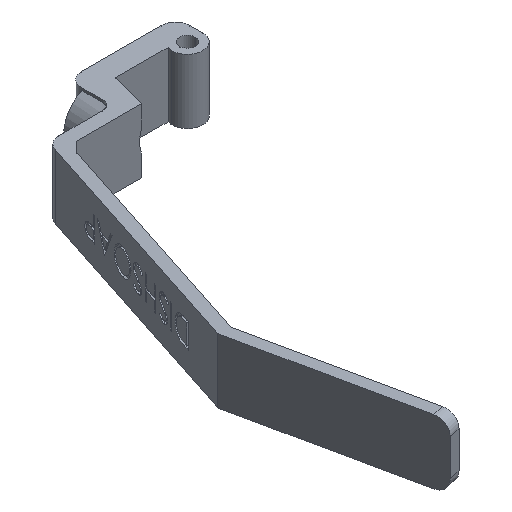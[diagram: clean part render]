
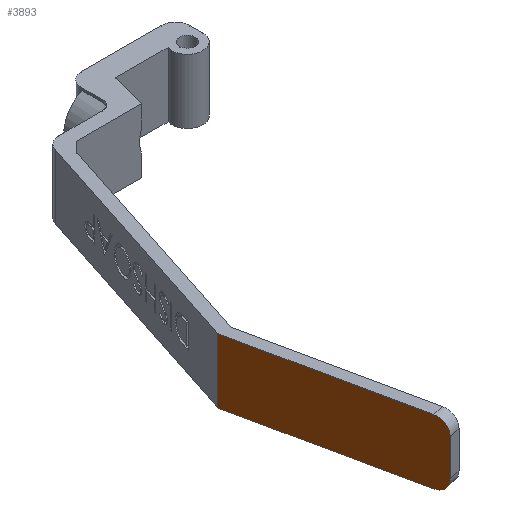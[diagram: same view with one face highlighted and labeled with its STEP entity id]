
A CAD part, isometric view. The second image highlights one B-rep face of the part: STEP entity #3893.
In plain terms, the highlighted planar face has unit normal (-0.978, -0.208, 0).
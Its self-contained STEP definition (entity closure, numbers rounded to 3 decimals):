
#27 = CARTESIAN_POINT ( 'NONE',  ( -42.19, -98.517, 3. ) ) ;
#42 = VERTEX_POINT ( 'NONE', #27 ) ;
#163 = LINE ( 'NONE', #6792, #3939 ) ;
#294 = VECTOR ( 'NONE', #1732, 1000. ) ;
#442 = DIRECTION ( 'NONE',  ( 0.208, -0.978, 0. ) ) ;
#643 = DIRECTION ( 'NONE',  ( 0.208, -0.978, 0. ) ) ;
#680 = EDGE_CURVE ( 'NONE', #3449, #6928, #163, .T. ) ;
#1002 = CARTESIAN_POINT ( 'NONE',  ( -42.19, -98.517, 10.8 ) ) ;
#1082 = VECTOR ( 'NONE', #3523, 1000. ) ;
#1196 = AXIS2_PLACEMENT_3D ( 'NONE', #3200, #3803, #442 ) ;
#1204 = CARTESIAN_POINT ( 'NONE',  ( -42.19, -98.517, 13.8 ) ) ;
#1424 = ORIENTED_EDGE ( 'NONE', *, *, #2937, .T. ) ;
#1430 = CARTESIAN_POINT ( 'NONE',  ( -42.19, -98.517, 0. ) ) ;
#1457 = EDGE_CURVE ( 'NONE', #5755, #6928, #1542, .T. ) ;
#1469 = VERTEX_POINT ( 'NONE', #1002 ) ;
#1542 = LINE ( 'NONE', #1430, #2916 ) ;
#1632 = ORIENTED_EDGE ( 'NONE', *, *, #4809, .T. ) ;
#1668 = CARTESIAN_POINT ( 'NONE',  ( -42.814, -95.582, 10.8 ) ) ;
#1732 = DIRECTION ( 'NONE',  ( -0.208, 0.978, 0. ) ) ;
#2021 = AXIS2_PLACEMENT_3D ( 'NONE', #5096, #4544, #643 ) ;
#2281 = VERTEX_POINT ( 'NONE', #3894 ) ;
#2399 = ORIENTED_EDGE ( 'NONE', *, *, #6741, .T. ) ;
#2916 = VECTOR ( 'NONE', #6977, 1000. ) ;
#2937 = EDGE_CURVE ( 'NONE', #2281, #3449, #5668, .T. ) ;
#3067 = FACE_OUTER_BOUND ( 'NONE', #4485, .T. ) ;
#3200 = CARTESIAN_POINT ( 'NONE',  ( -42.19, -98.517, 13.8 ) ) ;
#3253 = AXIS2_PLACEMENT_3D ( 'NONE', #1668, #4937, #6031 ) ;
#3449 = VERTEX_POINT ( 'NONE', #6045 ) ;
#3450 = CARTESIAN_POINT ( 'NONE',  ( -42.19, -98.517, 13.8 ) ) ;
#3492 = CIRCLE ( 'NONE', #2021, 3. ) ;
#3523 = DIRECTION ( 'NONE',  ( 0., 0., -1. ) ) ;
#3655 = ORIENTED_EDGE ( 'NONE', *, *, #4601, .F. ) ;
#3803 = DIRECTION ( 'NONE',  ( -0.978, -0.208, 0. ) ) ;
#3893 = ADVANCED_FACE ( 'NONE', ( #3067 ), #4131, .T. ) ;
#3894 = CARTESIAN_POINT ( 'NONE',  ( -42.814, -95.582, 13.8 ) ) ;
#3939 = VECTOR ( 'NONE', #4034, 1000. ) ;
#4034 = DIRECTION ( 'NONE',  ( 0., 0., -1. ) ) ;
#4131 = PLANE ( 'NONE',  #1196 ) ;
#4150 = ORIENTED_EDGE ( 'NONE', *, *, #1457, .F. ) ;
#4485 = EDGE_LOOP ( 'NONE', ( #4150, #2399, #3655, #1632, #1424, #5564 ) ) ;
#4544 = DIRECTION ( 'NONE',  ( -0.978, -0.208, 0. ) ) ;
#4601 = EDGE_CURVE ( 'NONE', #1469, #42, #6284, .T. ) ;
#4809 = EDGE_CURVE ( 'NONE', #1469, #2281, #5414, .T. ) ;
#4937 = DIRECTION ( 'NONE',  ( -0.978, -0.208, 0. ) ) ;
#5096 = CARTESIAN_POINT ( 'NONE',  ( -42.814, -95.582, 3. ) ) ;
#5322 = CARTESIAN_POINT ( 'NONE',  ( -42.814, -95.582, 0. ) ) ;
#5414 = CIRCLE ( 'NONE', #3253, 3. ) ;
#5496 = CARTESIAN_POINT ( 'NONE',  ( -50.923, -57.435, 0. ) ) ;
#5564 = ORIENTED_EDGE ( 'NONE', *, *, #680, .T. ) ;
#5668 = LINE ( 'NONE', #1204, #294 ) ;
#5755 = VERTEX_POINT ( 'NONE', #5322 ) ;
#6031 = DIRECTION ( 'NONE',  ( 0.208, -0.978, 0. ) ) ;
#6045 = CARTESIAN_POINT ( 'NONE',  ( -50.923, -57.435, 13.8 ) ) ;
#6284 = LINE ( 'NONE', #3450, #1082 ) ;
#6741 = EDGE_CURVE ( 'NONE', #5755, #42, #3492, .T. ) ;
#6792 = CARTESIAN_POINT ( 'NONE',  ( -50.923, -57.435, 13.8 ) ) ;
#6928 = VERTEX_POINT ( 'NONE', #5496 ) ;
#6977 = DIRECTION ( 'NONE',  ( -0.208, 0.978, 0. ) ) ;
